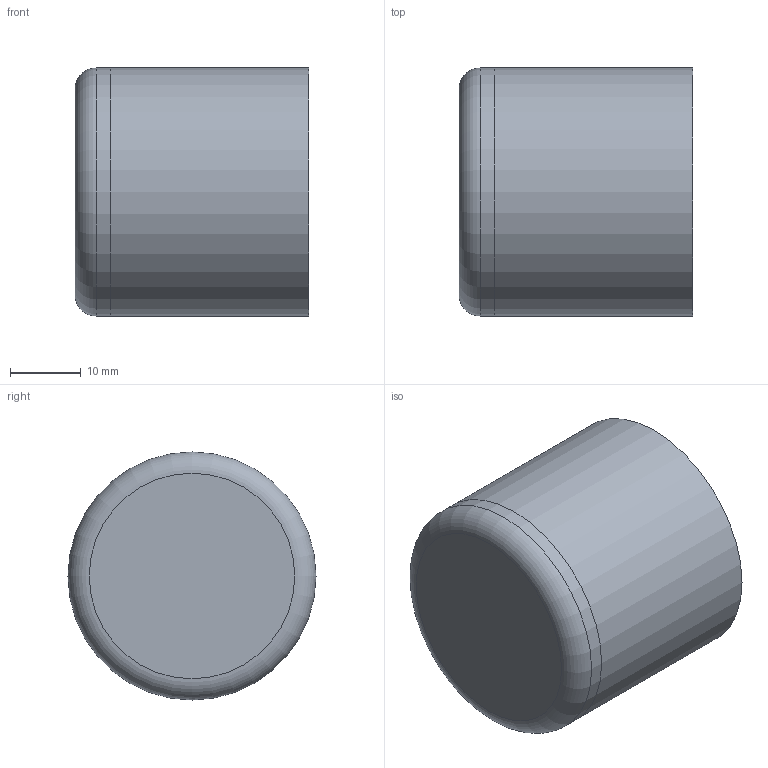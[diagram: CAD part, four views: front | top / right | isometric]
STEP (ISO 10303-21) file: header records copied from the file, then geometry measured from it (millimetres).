
FILE_DESCRIPTION(('FreeCAD Model'),'2;1');
FILE_NAME('Open CASCADE Shape Model','2023-10-13T11:03:08',(''),(''), 'Open CASCADE STEP processor 7.6','FreeCAD','Unknown');
FILE_SCHEMA(('AUTOMOTIVE_DESIGN { 1 0 10303 214 1 1 1 1 }'));
Length unit declared in the file: millimetre
Products named in the file (3): chair_cap1; Body001; Body003
Assembly tree (2 placements, depth 2):
  chair_cap1
    Body001
    Body003
Bounding box: 33 x 35 x 35 mm (x, y, z)
Volume: 16623 mm3; surface area: 13146.4 mm2
Topology: 2 solids, 2 shells, 22 faces, 32 edges, 21 vertices
Faces by surface type: plane 11, cylinder 7, cone 3, torus 1
Full cylindrical faces by diameter (mm): 10 x4, 30 x1, 35 x2
Entity records: 560 total; most frequent: DIRECTION 104, CARTESIAN_POINT 78, ORIENTED_EDGE 64, AXIS2_PLACEMENT_3D 47, EDGE_CURVE 32, FACE_BOUND 31, EDGE_LOOP 31, ADVANCED_FACE 22
